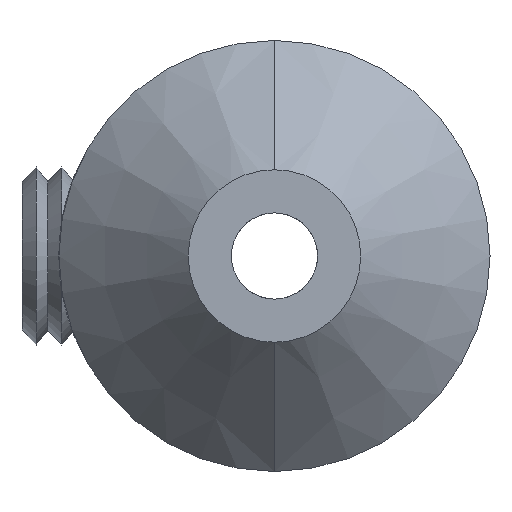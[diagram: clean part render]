
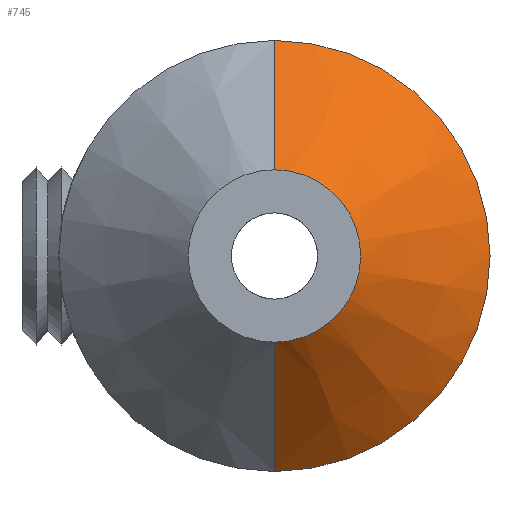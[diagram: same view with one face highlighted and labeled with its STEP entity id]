
A CAD part, left-side view. The second image highlights one B-rep face of the part: STEP entity #745.
In plain terms, the highlighted conical face has half-angle 45 degrees and reference radius 3.175 mm.
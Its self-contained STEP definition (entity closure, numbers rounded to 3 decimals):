
#17 = CARTESIAN_POINT ( 'NONE',  ( -15.875, 0., 0. ) ) ;
#27 = AXIS2_PLACEMENT_3D ( 'NONE', #17, #1634, #243 ) ;
#30 = CIRCLE ( 'NONE', #1085, 1.27 ) ;
#133 = ORIENTED_EDGE ( 'NONE', *, *, #1392, .F. ) ;
#242 = ORIENTED_EDGE ( 'NONE', *, *, #366, .F. ) ;
#243 = DIRECTION ( 'NONE',  ( 0., 0., -1. ) ) ;
#281 = VERTEX_POINT ( 'NONE', #2778 ) ;
#366 = EDGE_CURVE ( 'NONE', #281, #2469, #727, .T. ) ;
#727 = CIRCLE ( 'NONE', #27, 3.175 ) ;
#745 = ADVANCED_FACE ( 'NONE', ( #2373 ), #1454, .T. ) ;
#746 = CARTESIAN_POINT ( 'NONE',  ( -15.875, 0., -3.175 ) ) ;
#754 = AXIS2_PLACEMENT_3D ( 'NONE', #1475, #1699, #776 ) ;
#776 = DIRECTION ( 'NONE',  ( 0., 0., -1. ) ) ;
#851 = CARTESIAN_POINT ( 'NONE',  ( -15.875, 0., -3.175 ) ) ;
#1039 = LINE ( 'NONE', #2386, #1198 ) ;
#1051 = EDGE_LOOP ( 'NONE', ( #133, #2617, #1915, #242 ) ) ;
#1085 = AXIS2_PLACEMENT_3D ( 'NONE', #2957, #2002, #2492 ) ;
#1098 = EDGE_CURVE ( 'NONE', #2584, #2469, #2960, .T. ) ;
#1104 = CARTESIAN_POINT ( 'NONE',  ( -17.78, 0., -1.27 ) ) ;
#1198 = VECTOR ( 'NONE', #2602, 1000. ) ;
#1392 = EDGE_CURVE ( 'NONE', #1497, #281, #1039, .T. ) ;
#1454 = CONICAL_SURFACE ( 'NONE', #754, 3.175, 0.785 ) ;
#1475 = CARTESIAN_POINT ( 'NONE',  ( -15.875, 0., 0. ) ) ;
#1497 = VERTEX_POINT ( 'NONE', #2648 ) ;
#1582 = EDGE_CURVE ( 'NONE', #1497, #2584, #30, .T. ) ;
#1634 = DIRECTION ( 'NONE',  ( 1., 0., 0. ) ) ;
#1699 = DIRECTION ( 'NONE',  ( 1., 0., 0. ) ) ;
#1915 = ORIENTED_EDGE ( 'NONE', *, *, #1098, .T. ) ;
#1992 = VECTOR ( 'NONE', #2122, 1000. ) ;
#2002 = DIRECTION ( 'NONE',  ( 1., 0., 0. ) ) ;
#2122 = DIRECTION ( 'NONE',  ( 0.707, 0., -0.707 ) ) ;
#2373 = FACE_OUTER_BOUND ( 'NONE', #1051, .T. ) ;
#2386 = CARTESIAN_POINT ( 'NONE',  ( -15.875, 0., 3.175 ) ) ;
#2469 = VERTEX_POINT ( 'NONE', #851 ) ;
#2492 = DIRECTION ( 'NONE',  ( 0., 0., -1. ) ) ;
#2584 = VERTEX_POINT ( 'NONE', #1104 ) ;
#2602 = DIRECTION ( 'NONE',  ( 0.707, 0., 0.707 ) ) ;
#2617 = ORIENTED_EDGE ( 'NONE', *, *, #1582, .T. ) ;
#2648 = CARTESIAN_POINT ( 'NONE',  ( -17.78, 0., 1.27 ) ) ;
#2778 = CARTESIAN_POINT ( 'NONE',  ( -15.875, 0., 3.175 ) ) ;
#2957 = CARTESIAN_POINT ( 'NONE',  ( -17.78, 0., 0. ) ) ;
#2960 = LINE ( 'NONE', #746, #1992 ) ;
